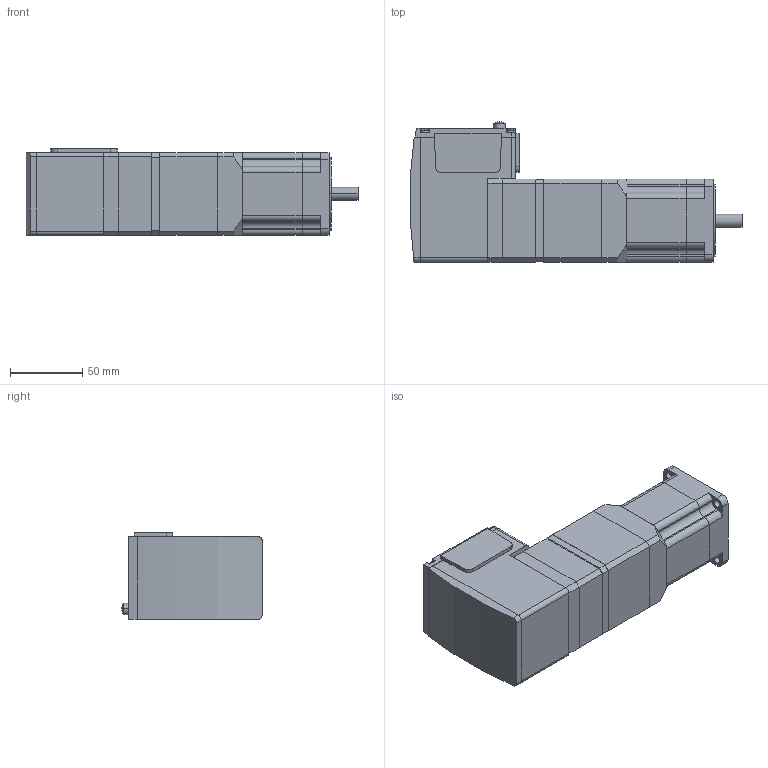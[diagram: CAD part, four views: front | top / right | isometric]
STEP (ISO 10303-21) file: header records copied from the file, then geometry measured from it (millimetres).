
FILE_DESCRIPTION(('STEP AP242'),'1');
FILE_NAME('ila1f572pb1f0.stp','2021-09-29T08:39:12',('TraceParts'),('TraceParts S.A.'),'Spatial InterOp 3D',' ',' ');
FILE_SCHEMA(('AP242_MANAGED_MODEL_BASED_3D_ENGINEERING_MIM_LF {1 0 10303 442 1 1 4}'));
Length unit declared in the file: millimetre
Products named in the file (1): ila1f572pb1f0_1
Bounding box: 229.04 x 96.8 x 59.9 mm (x, y, z)
Volume: 789492.1 mm3; surface area: 133307.7 mm2
Topology: 13 solids, 13 shells, 229 faces, 600 edges, 388 vertices
Faces by surface type: plane 140, cylinder 73, torus 10, cone 6
Entity records: 11936 total; most frequent: CARTESIAN_POINT 1252, DIRECTION 1234, ORIENTED_EDGE 1176, STYLED_ITEM 830, PRESENTATION_STYLE_ASSIGNMENT 830, COLOUR_RGB 830, EDGE_CURVE 588, CURVE_STYLE 588
